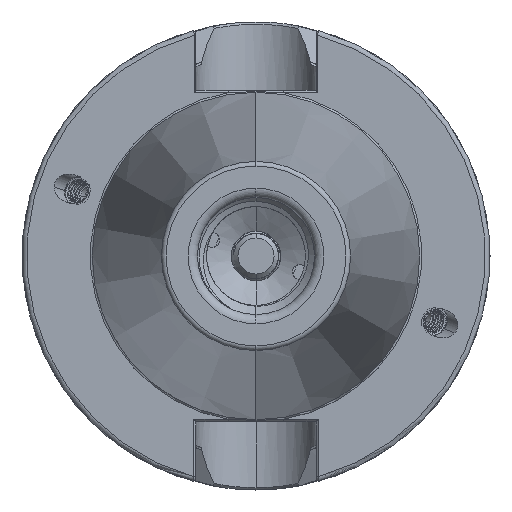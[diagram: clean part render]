
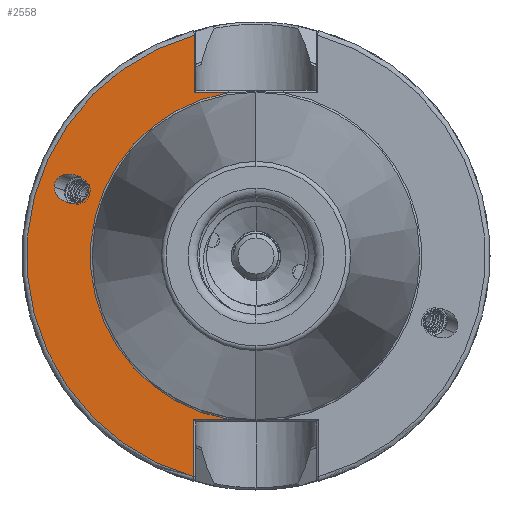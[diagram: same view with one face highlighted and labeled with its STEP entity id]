
A CAD part, left-side view. The second image highlights one B-rep face of the part: STEP entity #2558.
In plain terms, the highlighted planar face has unit normal (-1, 0, 0).
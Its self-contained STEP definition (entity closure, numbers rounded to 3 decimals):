
#2558 = ADVANCED_FACE ( 'NONE', ( #23167, #23148 ), #12586, .F. ) ;
#3989 = CARTESIAN_POINT ( 'NONE',  ( 0., 13.279, 0. ) ) ;
#4024 = DIRECTION ( 'NONE',  ( 0., 0., 1. ) ) ;
#4216 = CARTESIAN_POINT ( 'NONE',  ( 0., 35.968, 13.091 ) ) ;
#4236 = CARTESIAN_POINT ( 'NONE',  ( 0., 12.85, 34.9 ) ) ;
#4240 = DIRECTION ( 'NONE',  ( 0., 1., 0. ) ) ;
#4253 = CARTESIAN_POINT ( 'NONE',  ( 0., 43.118, 9.99 ) ) ;
#4258 = CARTESIAN_POINT ( 'NONE',  ( 0., 43.118, 14.766 ) ) ;
#4269 = CARTESIAN_POINT ( 'NONE',  ( 0., 37.57, 8.69 ) ) ;
#4777 = LINE ( 'NONE', #5058, #4778 ) ;
#4778 = VECTOR ( 'NONE', #5071, 1000. ) ;
#4781 = CIRCLE ( 'NONE', #16080, 49. ) ;
#4788 = CIRCLE ( 'NONE', #16073, 35.398 ) ;
#4791 = LINE ( 'NONE', #5197, #4792 ) ;
#4792 = VECTOR ( 'NONE', #5183, 1000. ) ;
#4810 = VECTOR ( 'NONE', #4024, 1000. ) ;
#4819 = LINE ( 'NONE', #3989, #4810 ) ;
#4826 = VECTOR ( 'NONE', #4240, 1000. ) ;
#4863 = LINE ( 'NONE', #4236, #4826 ) ;
#5058 = CARTESIAN_POINT ( 'NONE',  ( 0., 35.398, -34.9 ) ) ;
#5071 = DIRECTION ( 'NONE',  ( 0., -1., 0. ) ) ;
#5145 = DIRECTION ( 'NONE',  ( -1., 0., 0. ) ) ;
#5153 = CARTESIAN_POINT ( 'NONE',  ( 0., 0., 0. ) ) ;
#5166 = DIRECTION ( 'NONE',  ( 0., 0., 1. ) ) ;
#5182 = DIRECTION ( 'NONE',  ( -1., 0., 0. ) ) ;
#5183 = DIRECTION ( 'NONE',  ( 0., 0., 1. ) ) ;
#5184 = DIRECTION ( 'NONE',  ( 0., 0., 1. ) ) ;
#5185 = CARTESIAN_POINT ( 'NONE',  ( 0., 0., 0. ) ) ;
#5197 = CARTESIAN_POINT ( 'NONE',  ( 0., 13.194, 47.285 ) ) ;
#11840 = CARTESIAN_POINT ( 'NONE',  ( 0., 43.118, 14.766 ) ) ;
#11853 = CARTESIAN_POINT ( 'NONE',  ( 0., 35.816, 20.184 ) ) ;
#11863 = CARTESIAN_POINT ( 'NONE',  ( 0., 35.816, 13.963 ) ) ;
#11906 = CARTESIAN_POINT ( 'NONE',  ( 0., 43.118, 20.987 ) ) ;
#12564 = DIRECTION ( 'NONE',  ( 1., 0., 0. ) ) ;
#12565 = DIRECTION ( 'NONE',  ( 0., 0., -1. ) ) ;
#12572 = CARTESIAN_POINT ( 'NONE',  ( 0., 35.398, 0. ) ) ;
#12586 = PLANE ( 'NONE',  #27757 ) ;
#12847 =( BOUNDED_CURVE ( )  B_SPLINE_CURVE ( 3, ( #4216, #4269, #4253, #4258 ),
 .UNSPECIFIED., .F., .T. ) 
 B_SPLINE_CURVE_WITH_KNOTS ( ( 4, 4 ),
 ( 0., 2.852 ),
 .UNSPECIFIED. ) 
 CURVE ( )  GEOMETRIC_REPRESENTATION_ITEM ( )  RATIONAL_B_SPLINE_CURVE ( ( 1., 0.43, 0.43, 1. ) ) 
 REPRESENTATION_ITEM ( '' )  );
#12908 =( BOUNDED_CURVE ( )  B_SPLINE_CURVE ( 3, ( #17752, #17754, #17762, #17767 ),
 .UNSPECIFIED., .F., .T. ) 
 B_SPLINE_CURVE_WITH_KNOTS ( ( 4, 4 ),
 ( 5.993, 6.283 ),
 .UNSPECIFIED. ) 
 CURVE ( )  GEOMETRIC_REPRESENTATION_ITEM ( )  RATIONAL_B_SPLINE_CURVE ( ( 1., 0.993, 0.993, 1. ) ) 
 REPRESENTATION_ITEM ( '' )  );
#12962 =( BOUNDED_CURVE ( )  B_SPLINE_CURVE ( 3, ( #11840, #11906, #11853, #11863 ),
 .UNSPECIFIED., .F., .T. ) 
 B_SPLINE_CURVE_WITH_KNOTS ( ( 4, 4 ),
 ( 2.852, 5.993 ),
 .UNSPECIFIED. ) 
 CURVE ( )  GEOMETRIC_REPRESENTATION_ITEM ( )  RATIONAL_B_SPLINE_CURVE ( ( 1., 0.333, 0.333, 1. ) ) 
 REPRESENTATION_ITEM ( '' )  );
#14381 = CARTESIAN_POINT ( 'NONE',  ( 0., 35.816, 13.963 ) ) ;
#14539 = CARTESIAN_POINT ( 'NONE',  ( 0., 35.968, 13.091 ) ) ;
#14549 = CARTESIAN_POINT ( 'NONE',  ( 0., 43.118, 14.766 ) ) ;
#14550 = CARTESIAN_POINT ( 'NONE',  ( 0., 5.916, 34.9 ) ) ;
#14735 = CARTESIAN_POINT ( 'NONE',  ( 0., 13.279, -34.9 ) ) ;
#14780 = CARTESIAN_POINT ( 'NONE',  ( 0., 13.279, -47.166 ) ) ;
#14798 = CARTESIAN_POINT ( 'NONE',  ( 0., 5.916, -34.9 ) ) ;
#14822 = CARTESIAN_POINT ( 'NONE',  ( 0., 13.194, 47.19 ) ) ;
#14853 = CARTESIAN_POINT ( 'NONE',  ( 0., 13.194, 34.9 ) ) ;
#16073 = AXIS2_PLACEMENT_3D ( 'NONE', #5185, #5182, #5184 ) ;
#16080 = AXIS2_PLACEMENT_3D ( 'NONE', #5153, #5145, #5166 ) ;
#16095 = VERTEX_POINT ( 'NONE', #14550 ) ;
#16098 = VERTEX_POINT ( 'NONE', #14780 ) ;
#16100 = VERTEX_POINT ( 'NONE', #14735 ) ;
#16101 = VERTEX_POINT ( 'NONE', #14853 ) ;
#16114 = VERTEX_POINT ( 'NONE', #14822 ) ;
#16123 = VERTEX_POINT ( 'NONE', #14798 ) ;
#17752 = CARTESIAN_POINT ( 'NONE',  ( 0., 35.816, 13.963 ) ) ;
#17754 = CARTESIAN_POINT ( 'NONE',  ( 0., 35.816, 13.662 ) ) ;
#17762 = CARTESIAN_POINT ( 'NONE',  ( 0., 35.867, 13.369 ) ) ;
#17767 = CARTESIAN_POINT ( 'NONE',  ( 0., 35.968, 13.091 ) ) ;
#23148 = FACE_OUTER_BOUND ( 'NONE', #33033, .T. ) ;
#23167 = FACE_BOUND ( 'NONE', #33005, .T. ) ;
#26452 = ORIENTED_EDGE ( 'NONE', *, *, #28211, .T. ) ;
#26469 = ORIENTED_EDGE ( 'NONE', *, *, #28208, .F. ) ;
#26482 = ORIENTED_EDGE ( 'NONE', *, *, #28180, .T. ) ;
#26521 = ORIENTED_EDGE ( 'NONE', *, *, #30782, .T. ) ;
#26560 = ORIENTED_EDGE ( 'NONE', *, *, #28250, .T. ) ;
#26563 = ORIENTED_EDGE ( 'NONE', *, *, #28256, .T. ) ;
#26604 = ORIENTED_EDGE ( 'NONE', *, *, #28198, .T. ) ;
#26642 = ORIENTED_EDGE ( 'NONE', *, *, #30830, .T. ) ;
#26675 = ORIENTED_EDGE ( 'NONE', *, *, #28237, .T. ) ;
#27757 = AXIS2_PLACEMENT_3D ( 'NONE', #12572, #12564, #12565 ) ;
#28180 = EDGE_CURVE ( 'NONE', #16100, #16123, #4777, .T. ) ;
#28198 = EDGE_CURVE ( 'NONE', #16114, #16098, #4781, .T. ) ;
#28208 = EDGE_CURVE ( 'NONE', #16095, #16123, #4788, .T. ) ;
#28211 = EDGE_CURVE ( 'NONE', #16101, #16114, #4791, .T. ) ;
#28237 = EDGE_CURVE ( 'NONE', #16098, #16100, #4819, .T. ) ;
#28250 = EDGE_CURVE ( 'NONE', #32440, #32421, #12847, .T. ) ;
#28256 = EDGE_CURVE ( 'NONE', #16095, #16101, #4863, .T. ) ;
#30782 = EDGE_CURVE ( 'NONE', #32407, #32440, #12908, .T. ) ;
#30830 = EDGE_CURVE ( 'NONE', #32421, #32407, #12962, .T. ) ;
#32407 = VERTEX_POINT ( 'NONE', #14381 ) ;
#32421 = VERTEX_POINT ( 'NONE', #14549 ) ;
#32440 = VERTEX_POINT ( 'NONE', #14539 ) ;
#33005 = EDGE_LOOP ( 'NONE', ( #26560, #26642, #26521 ) ) ;
#33033 = EDGE_LOOP ( 'NONE', ( #26604, #26675, #26482, #26469, #26563, #26452 ) ) ;
